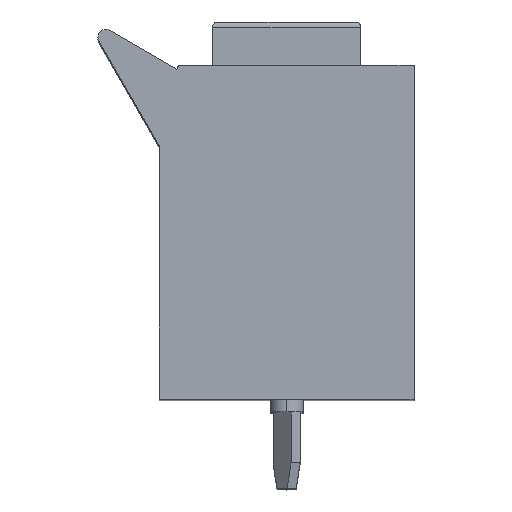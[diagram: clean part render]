
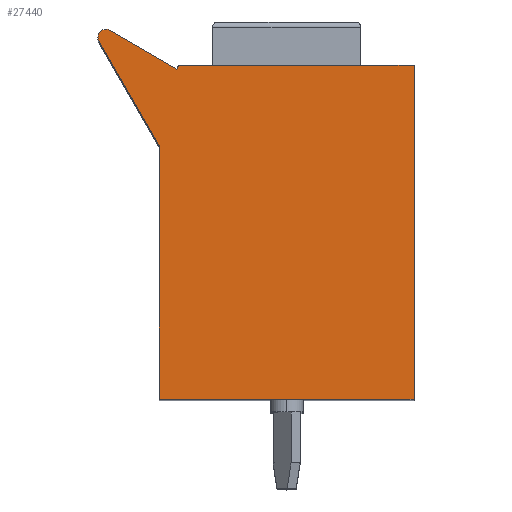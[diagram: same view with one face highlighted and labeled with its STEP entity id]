
A CAD part, top view. The second image highlights one B-rep face of the part: STEP entity #27440.
In plain terms, the highlighted face is planar.
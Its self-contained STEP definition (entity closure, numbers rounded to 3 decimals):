
#23700=CARTESIAN_POINT('',(-2.5,
   14.029,-7.356));
#23710=VERTEX_POINT('',#23700);
#23760=CARTESIAN_POINT('',(-2.5,
   0.077,0.699));
#23770=DIRECTION('',(0.,-0.866,
   0.5));
#23780=VECTOR('',#23770,1.);
#23790=LINE('',#23760,#23780);
#23800=CARTESIAN_POINT('',(-2.5,
   9.947,-5.));
#23810=VERTEX_POINT('',#23800);
#23820=EDGE_CURVE('',#23710,#23810,#23790,.T.);
#26760=CARTESIAN_POINT('',(-2.5,
   13.1,8.162));
#26770=DIRECTION('',(-1.,0.,
   0.));
#26780=DIRECTION('',(0.,0.,
   -1.));
#26790=AXIS2_PLACEMENT_3D('',#26760,#26770,#26780);
#26800=PLANE('',#26790);
#26810=CARTESIAN_POINT('',(-2.5,
   4.4,-5.));
#26820=DIRECTION('',(0.,1.,
   0.));
#26830=VECTOR('',#26820,1.);
#26840=LINE('',#26810,#26830);
#26850=CARTESIAN_POINT('',(-2.5,
   0.,-5.));
#26860=VERTEX_POINT('',#26850);
#26870=EDGE_CURVE('',#26860,#23810,#26840,.T.);
#26880=ORIENTED_EDGE('',*,*,#26870,.F.);
#26890=ORIENTED_EDGE('',*,*,#23820,.T.);
#26900=CARTESIAN_POINT('',(-2.5,
   14.191,-7.075));
#26910=DIRECTION('',(-1.,0.,
   0.));
#26920=DIRECTION('',(0.,0.,
   -1.));
#26930=AXIS2_PLACEMENT_3D('',#26900,#26910,#26920);
#26940=CIRCLE('',#26930,0.325);
#26950=CARTESIAN_POINT('',(-2.5,
   14.191,-7.4));
#26960=VERTEX_POINT('',#26950);
#26970=EDGE_CURVE('',#26960,#23710,#26940,.T.);
#26980=ORIENTED_EDGE('',*,*,#26970,.T.);
#26990=CARTESIAN_POINT('',(-2.5,
   14.507,-6.996));
#27000=VERTEX_POINT('',#26990);
#27010=EDGE_CURVE('',#27000,#26960,#26940,.T.);
#27020=ORIENTED_EDGE('',*,*,#27010,.T.);
#27030=CARTESIAN_POINT('',(-2.5,
   5.416,8.748));
#27040=DIRECTION('',(0.,0.5,
   -0.866));
#27050=VECTOR('',#27040,1.);
#27060=LINE('',#27030,#27050);
#27070=CARTESIAN_POINT('',(-2.5,
   12.95,-4.3));
#27080=VERTEX_POINT('',#27070);
#27090=EDGE_CURVE('',#27080,#27000,#27060,.T.);
#27100=ORIENTED_EDGE('',*,*,#27090,.T.);
#27110=CARTESIAN_POINT('',(-2.5,
   12.95,-4.15));
#27120=DIRECTION('',(1.,0.,
   0.));
#27130=DIRECTION('',(0.,0.,
   1.));
#27140=AXIS2_PLACEMENT_3D('',#27110,#27120,#27130);
#27150=CIRCLE('',#27140,0.15);
#27160=CARTESIAN_POINT('',(-2.5,
   13.1,-4.15));
#27170=VERTEX_POINT('',#27160);
#27180=EDGE_CURVE('',#27080,#27170,#27150,.T.);
#27190=ORIENTED_EDGE('',*,*,#27180,.F.);
#27200=CARTESIAN_POINT('',(-2.5,
   13.1,8.162));
#27210=DIRECTION('',(0.,0.,
   -1.));
#27220=VECTOR('',#27210,1.);
#27230=LINE('',#27200,#27220);
#27240=CARTESIAN_POINT('',(-2.5,
   13.1,5.));
#27250=VERTEX_POINT('',#27240);
#27260=EDGE_CURVE('',#27250,#27170,#27230,.T.);
#27270=ORIENTED_EDGE('',*,*,#27260,.T.);
#27280=CARTESIAN_POINT('',(-2.5,
   4.4,5.));
#27290=DIRECTION('',(0.,1.,
   0.));
#27300=VECTOR('',#27290,1.);
#27310=LINE('',#27280,#27300);
#27320=CARTESIAN_POINT('',(-2.5,
   0.,5.));
#27330=VERTEX_POINT('',#27320);
#27340=EDGE_CURVE('',#27330,#27250,#27310,.T.);
#27350=ORIENTED_EDGE('',*,*,#27340,.T.);
#27360=CARTESIAN_POINT('',(-2.5,
   0.,8.162));
#27370=DIRECTION('',(0.,0.,
   1.));
#27380=VECTOR('',#27370,1.);
#27390=LINE('',#27360,#27380);
#27400=EDGE_CURVE('',#26860,#27330,#27390,.T.);
#27410=ORIENTED_EDGE('',*,*,#27400,.T.);
#27420=EDGE_LOOP('',(#27410,#27350,#27270,#27190,#27100,#27020,#26980,
   #26890,#26880));
#27430=FACE_OUTER_BOUND('',#27420,.T.);
#27440=ADVANCED_FACE('',(#27430),#26800,.T.);
